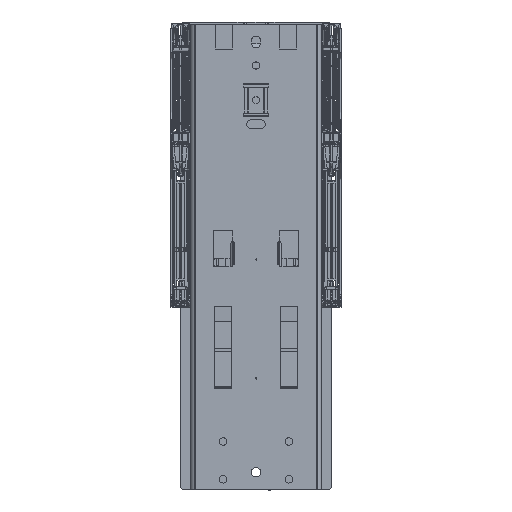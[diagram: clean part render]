
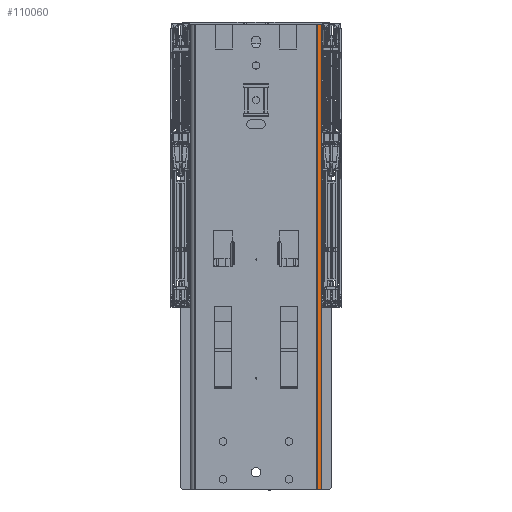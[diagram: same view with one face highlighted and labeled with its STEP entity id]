
A CAD part, front view. The second image highlights one B-rep face of the part: STEP entity #110060.
In plain terms, the highlighted cylindrical face has radius 4 mm (diameter 8 mm), a partial arc.
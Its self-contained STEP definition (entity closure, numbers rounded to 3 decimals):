
#3108 = ORIENTED_EDGE ( 'NONE', *, *, #213925, .F. ) ;
#9547 = DIRECTION ( 'NONE',  ( 0., 0., 1. ) ) ;
#13937 = DIRECTION ( 'NONE',  ( 0., 0., -1. ) ) ;
#22031 = LINE ( 'NONE', #43733, #23187 ) ;
#23187 = VECTOR ( 'NONE', #46416, 1000. ) ;
#38310 = LINE ( 'NONE', #76263, #66772 ) ;
#41246 = VERTEX_POINT ( 'NONE', #210441 ) ;
#42209 = EDGE_CURVE ( 'NONE', #140387, #116228, #116122, .T. ) ;
#43733 = CARTESIAN_POINT ( 'NONE',  ( 51.6, 0., -396. ) ) ;
#46416 = DIRECTION ( 'NONE',  ( 0., 0., -1. ) ) ;
#48602 = CIRCLE ( 'NONE', #130648, 4. ) ;
#53761 = CARTESIAN_POINT ( 'NONE',  ( 51.6, 0., -396. ) ) ;
#56411 = CARTESIAN_POINT ( 'NONE',  ( 51.6, 4., -396. ) ) ;
#59595 = EDGE_CURVE ( 'NONE', #41246, #116228, #22031, .T. ) ;
#66772 = VECTOR ( 'NONE', #13937, 1000. ) ;
#76263 = CARTESIAN_POINT ( 'NONE',  ( 55.6, 4., -396. ) ) ;
#99275 = VERTEX_POINT ( 'NONE', #206282 ) ;
#100200 = CYLINDRICAL_SURFACE ( 'NONE', #120345, 4. ) ;
#110060 = ADVANCED_FACE ( 'NONE', ( #161086 ), #100200, .T. ) ;
#116122 = CIRCLE ( 'NONE', #172158, 4. ) ;
#116228 = VERTEX_POINT ( 'NONE', #53761 ) ;
#120345 = AXIS2_PLACEMENT_3D ( 'NONE', #182656, #183988, #265311 ) ;
#130648 = AXIS2_PLACEMENT_3D ( 'NONE', #170687, #9547, #153083 ) ;
#134512 = EDGE_LOOP ( 'NONE', ( #240360, #244152, #3108, #147176 ) ) ;
#140387 = VERTEX_POINT ( 'NONE', #190042 ) ;
#147176 = ORIENTED_EDGE ( 'NONE', *, *, #59595, .T. ) ;
#153083 = DIRECTION ( 'NONE',  ( -1., 0., 0. ) ) ;
#160556 = DIRECTION ( 'NONE',  ( -1., 0., 0. ) ) ;
#161086 = FACE_OUTER_BOUND ( 'NONE', #134512, .T. ) ;
#170687 = CARTESIAN_POINT ( 'NONE',  ( 51.6, 4., 0. ) ) ;
#172158 = AXIS2_PLACEMENT_3D ( 'NONE', #56411, #182132, #160556 ) ;
#182132 = DIRECTION ( 'NONE',  ( 0., 0., -1. ) ) ;
#182656 = CARTESIAN_POINT ( 'NONE',  ( 51.6, 4., 480.129 ) ) ;
#183988 = DIRECTION ( 'NONE',  ( 0., 0., -1. ) ) ;
#188820 = EDGE_CURVE ( 'NONE', #99275, #140387, #38310, .T. ) ;
#190042 = CARTESIAN_POINT ( 'NONE',  ( 55.6, 4., -396. ) ) ;
#206282 = CARTESIAN_POINT ( 'NONE',  ( 55.6, 4., 0. ) ) ;
#210441 = CARTESIAN_POINT ( 'NONE',  ( 51.6, 0., 0. ) ) ;
#213925 = EDGE_CURVE ( 'NONE', #41246, #99275, #48602, .T. ) ;
#240360 = ORIENTED_EDGE ( 'NONE', *, *, #42209, .F. ) ;
#244152 = ORIENTED_EDGE ( 'NONE', *, *, #188820, .F. ) ;
#265311 = DIRECTION ( 'NONE',  ( -1., 0., 0. ) ) ;
